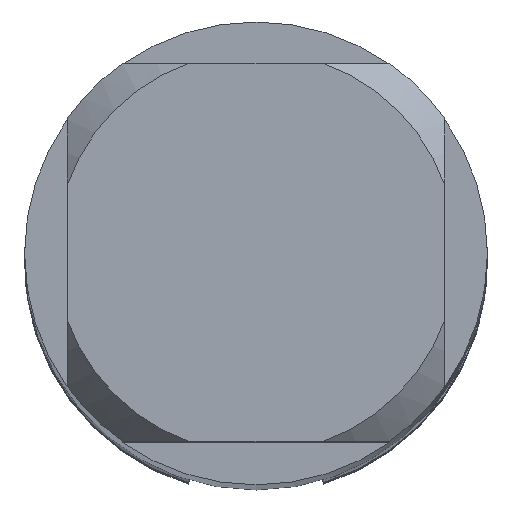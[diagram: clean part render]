
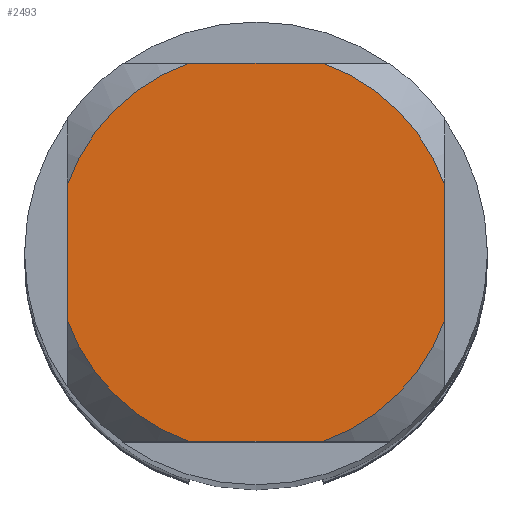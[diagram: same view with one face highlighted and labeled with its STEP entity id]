
A CAD part, top view. The second image highlights one B-rep face of the part: STEP entity #2493.
In plain terms, the highlighted planar face has unit normal (0, 0, 1).
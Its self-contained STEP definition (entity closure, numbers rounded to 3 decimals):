
#1681=VERTEX_POINT('',#4925);
#2113=EDGE_CURVE('',#2153,#3661,#5396,.T.);
#2153=VERTEX_POINT('',#5440);
#2167=VERTEX_POINT('',#5455);
#2317=VERTEX_POINT('',#5620);
#2381=EDGE_CURVE('',#2167,#4245,#5692,.T.);
#2493=ADVANCED_FACE('',(#5816),#5817,.T.);
#2847=VERTEX_POINT('',#6207);
#2955=EDGE_CURVE('',#2317,#2847,#6322,.T.);
#3271=EDGE_CURVE('',#1681,#3661,#6667,.T.);
#3661=VERTEX_POINT('',#7096);
#3919=VERTEX_POINT('',#7376);
#4079=EDGE_CURVE('',#2153,#3919,#7547,.T.);
#4159=EDGE_CURVE('',#2167,#3919,#7637,.T.);
#4245=VERTEX_POINT('',#7725);
#4453=EDGE_CURVE('',#1681,#2847,#7950,.T.);
#4607=EDGE_CURVE('',#2317,#4245,#8117,.T.);
#4925=CARTESIAN_POINT('',(0.87,2.45,0.0));
#5396=CIRCLE('',#9381,2.6);
#5440=CARTESIAN_POINT('',(-2.45,0.87,0.0));
#5455=CARTESIAN_POINT('',(-0.87,-2.45,0.0));
#5620=CARTESIAN_POINT('',(2.45,-0.87,0.0));
#5692=LINE('',#9885,#9886);
#5816=FACE_OUTER_BOUND('',#10116,.T.);
#5817=PLANE('',#10117);
#6207=CARTESIAN_POINT('',(2.45,0.87,0.0));
#6322=LINE('',#10981,#10982);
#6667=LINE('',#11656,#11657);
#7096=CARTESIAN_POINT('',(-0.87,2.45,0.0));
#7376=CARTESIAN_POINT('',(-2.45,-0.87,0.0));
#7547=LINE('',#13143,#13144);
#7637=CIRCLE('',#13338,2.6);
#7725=CARTESIAN_POINT('',(0.87,-2.45,0.0));
#7950=CIRCLE('',#13979,2.6);
#8117=CIRCLE('',#14264,2.6);
#9381=AXIS2_PLACEMENT_3D('',#15301,#15302,#15303);
#9885=CARTESIAN_POINT('',(0.0,-2.45,0.0));
#9886=VECTOR('',#15628,1.0);
#10116=EDGE_LOOP('',(#15766,#15767,#15768,#15769,#15770,#15771,#15772,#15773));
#10117=AXIS2_PLACEMENT_3D('',#15774,#15775,#15776);
#10981=CARTESIAN_POINT('',(2.45,0.65,0.0));
#10982=VECTOR('',#16457,1.0);
#11656=CARTESIAN_POINT('',(0.0,2.45,0.0));
#11657=VECTOR('',#16813,1.0);
#13143=CARTESIAN_POINT('',(-2.45,0.65,0.0));
#13144=VECTOR('',#17826,1.0);
#13338=AXIS2_PLACEMENT_3D('',#18030,#18031,#18032);
#13979=AXIS2_PLACEMENT_3D('',#18312,#18313,#18314);
#14264=AXIS2_PLACEMENT_3D('',#18495,#18496,#18497);
#15301=CARTESIAN_POINT('',(0.0,0.0,0.0));
#15302=DIRECTION('',(0.0,0.0,-1.0));
#15303=DIRECTION('',(0.0,1.0,0.0));
#15628=DIRECTION('',(1.0,0.0,0.0));
#15766=ORIENTED_EDGE('',*,*,#4079,.T.);
#15767=ORIENTED_EDGE('',*,*,#4159,.F.);
#15768=ORIENTED_EDGE('',*,*,#2381,.T.);
#15769=ORIENTED_EDGE('',*,*,#4607,.F.);
#15770=ORIENTED_EDGE('',*,*,#2955,.T.);
#15771=ORIENTED_EDGE('',*,*,#4453,.F.);
#15772=ORIENTED_EDGE('',*,*,#3271,.T.);
#15773=ORIENTED_EDGE('',*,*,#2113,.F.);
#15774=CARTESIAN_POINT('',(0.0,1.3,0.0));
#15775=DIRECTION('',(-0.0,0.0,1.0));
#15776=DIRECTION('',(0.0,-1.0,0.0));
#16457=DIRECTION('',(-0.0,1.0,0.0));
#16813=DIRECTION('',(-1.0,0.0,0.0));
#17826=DIRECTION('',(-0.0,-1.0,0.0));
#18030=CARTESIAN_POINT('',(0.0,0.0,0.0));
#18031=DIRECTION('',(0.0,0.0,-1.0));
#18032=DIRECTION('',(0.0,1.0,0.0));
#18312=CARTESIAN_POINT('',(0.0,0.0,0.0));
#18313=DIRECTION('',(0.0,0.0,-1.0));
#18314=DIRECTION('',(0.0,1.0,0.0));
#18495=CARTESIAN_POINT('',(0.0,0.0,0.0));
#18496=DIRECTION('',(0.0,0.0,-1.0));
#18497=DIRECTION('',(0.0,1.0,0.0));
